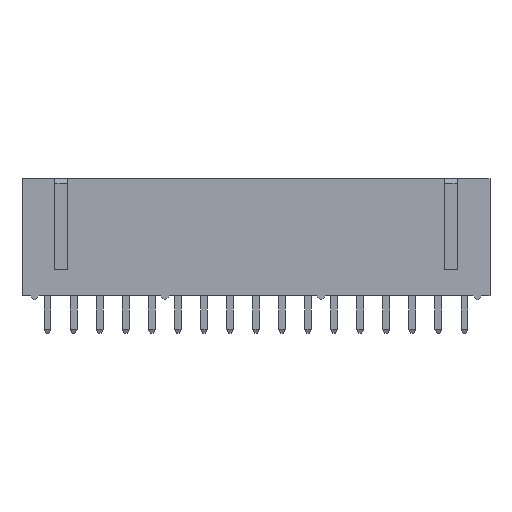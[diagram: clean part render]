
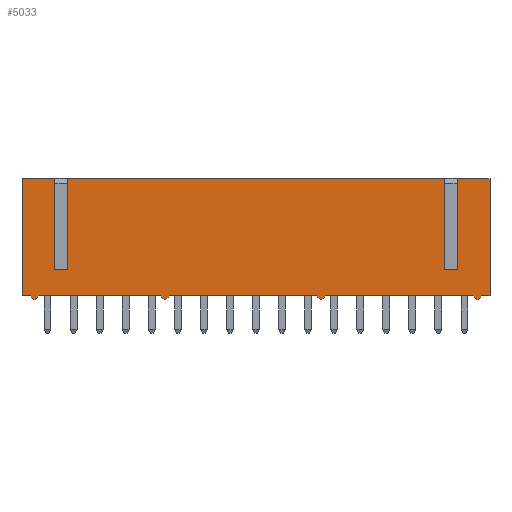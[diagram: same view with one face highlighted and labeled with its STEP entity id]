
A CAD part, front view. The second image highlights one B-rep face of the part: STEP entity #5033.
In plain terms, the highlighted planar face has unit normal (0, -1, 0).
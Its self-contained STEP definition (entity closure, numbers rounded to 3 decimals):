
#9=DIRECTION('',(1.,0.,0.));
#10=VECTOR('',#9,3.135);
#11=CARTESIAN_POINT('',(-22.82,-2.55,0.));
#12=LINE('',#11,#10);
#73=DIRECTION('',(1.,0.,0.));
#74=VECTOR('',#73,3.135);
#75=CARTESIAN_POINT('',(19.685,-2.55,0.));
#76=LINE('',#75,#74);
#121=DIRECTION('',(1.,0.,0.));
#122=VECTOR('',#121,36.83);
#123=CARTESIAN_POINT('',(-18.415,-2.55,0.));
#124=LINE('',#123,#122);
#233=DIRECTION('',(-0.707,0.,-0.707));
#234=VECTOR('',#233,0.537);
#235=CARTESIAN_POINT('',(-21.145,-2.55,-11.43));
#236=LINE('',#235,#234);
#237=DIRECTION('',(-1.,0.,0.));
#238=VECTOR('',#237,0.13);
#239=CARTESIAN_POINT('',(-21.525,-2.55,-11.81));
#240=LINE('',#239,#238);
#241=DIRECTION('',(-0.707,0.,0.707));
#242=VECTOR('',#241,0.537);
#243=CARTESIAN_POINT('',(-21.655,-2.55,-11.81));
#244=LINE('',#243,#242);
#245=DIRECTION('',(0.,0.,-1.));
#246=VECTOR('',#245,11.43);
#247=CARTESIAN_POINT('',(-22.82,-2.55,0.));
#248=LINE('',#247,#246);
#249=DIRECTION('',(0.,0.,-1.));
#250=VECTOR('',#249,8.89);
#251=CARTESIAN_POINT('',(-19.685,-2.55,0.));
#252=LINE('',#251,#250);
#253=DIRECTION('',(1.,0.,0.));
#254=VECTOR('',#253,1.27);
#255=CARTESIAN_POINT('',(-19.685,-2.55,-8.89));
#256=LINE('',#255,#254);
#257=DIRECTION('',(0.,0.,-1.));
#258=VECTOR('',#257,8.89);
#259=CARTESIAN_POINT('',(-18.415,-2.55,0.));
#260=LINE('',#259,#258);
#261=DIRECTION('',(0.,0.,-1.));
#262=VECTOR('',#261,8.89);
#263=CARTESIAN_POINT('',(18.415,-2.55,0.));
#264=LINE('',#263,#262);
#265=DIRECTION('',(1.,0.,0.));
#266=VECTOR('',#265,1.27);
#267=CARTESIAN_POINT('',(18.415,-2.55,-8.89));
#268=LINE('',#267,#266);
#269=DIRECTION('',(0.,0.,-1.));
#270=VECTOR('',#269,8.89);
#271=CARTESIAN_POINT('',(19.685,-2.55,0.));
#272=LINE('',#271,#270);
#273=DIRECTION('',(-0.707,0.,-0.707));
#274=VECTOR('',#273,0.537);
#275=CARTESIAN_POINT('',(22.035,-2.55,-11.43));
#276=LINE('',#275,#274);
#277=DIRECTION('',(-1.,0.,0.));
#278=VECTOR('',#277,0.13);
#279=CARTESIAN_POINT('',(21.655,-2.55,-11.81));
#280=LINE('',#279,#278);
#281=DIRECTION('',(-0.707,0.,0.707));
#282=VECTOR('',#281,0.537);
#283=CARTESIAN_POINT('',(21.525,-2.55,-11.81));
#284=LINE('',#283,#282);
#285=DIRECTION('',(-0.707,0.,-0.707));
#286=VECTOR('',#285,0.537);
#287=CARTESIAN_POINT('',(6.795,-2.55,-11.43));
#288=LINE('',#287,#286);
#289=DIRECTION('',(-1.,0.,0.));
#290=VECTOR('',#289,0.13);
#291=CARTESIAN_POINT('',(6.415,-2.55,-11.81));
#292=LINE('',#291,#290);
#293=DIRECTION('',(-0.707,0.,0.707));
#294=VECTOR('',#293,0.537);
#295=CARTESIAN_POINT('',(6.285,-2.55,-11.81));
#296=LINE('',#295,#294);
#297=DIRECTION('',(-0.707,0.,-0.707));
#298=VECTOR('',#297,0.537);
#299=CARTESIAN_POINT('',(-8.445,-2.55,-11.43));
#300=LINE('',#299,#298);
#301=DIRECTION('',(-1.,0.,0.));
#302=VECTOR('',#301,0.13);
#303=CARTESIAN_POINT('',(-8.825,-2.55,-11.81));
#304=LINE('',#303,#302);
#305=DIRECTION('',(-0.707,0.,0.707));
#306=VECTOR('',#305,0.537);
#307=CARTESIAN_POINT('',(-8.955,-2.55,-11.81));
#308=LINE('',#307,#306);
#313=DIRECTION('',(1.,0.,0.));
#314=VECTOR('',#313,0.785);
#315=CARTESIAN_POINT('',(22.035,-2.55,-11.43));
#316=LINE('',#315,#314);
#345=DIRECTION('',(1.,0.,0.));
#346=VECTOR('',#345,14.35);
#347=CARTESIAN_POINT('',(6.795,-2.55,-11.43));
#348=LINE('',#347,#346);
#361=DIRECTION('',(1.,0.,0.));
#362=VECTOR('',#361,14.35);
#363=CARTESIAN_POINT('',(-8.445,-2.55,-11.43));
#364=LINE('',#363,#362);
#377=DIRECTION('',(1.,0.,0.));
#378=VECTOR('',#377,11.81);
#379=CARTESIAN_POINT('',(-21.145,-2.55,-11.43));
#380=LINE('',#379,#378);
#417=DIRECTION('',(1.,0.,0.));
#418=VECTOR('',#417,0.785);
#419=CARTESIAN_POINT('',(-22.82,-2.55,-11.43));
#420=LINE('',#419,#418);
#841=DIRECTION('',(0.,0.,-1.));
#842=VECTOR('',#841,11.43);
#843=CARTESIAN_POINT('',(22.82,-2.55,0.));
#844=LINE('',#843,#842);
#3562=CARTESIAN_POINT('',(-22.82,-2.55,0.));
#3564=VERTEX_POINT('',#3562);
#3570=CARTESIAN_POINT('',(-22.82,-2.55,-11.43));
#3572=VERTEX_POINT('',#3570);
#3585=CARTESIAN_POINT('',(22.82,-2.55,0.));
#3587=VERTEX_POINT('',#3585);
#3601=CARTESIAN_POINT('',(22.82,-2.55,-11.43));
#3603=VERTEX_POINT('',#3601);
#3649=CARTESIAN_POINT('',(-19.685,-2.55,-8.89));
#3650=CARTESIAN_POINT('',(-18.415,-2.55,-8.89));
#3651=VERTEX_POINT('',#3649);
#3652=VERTEX_POINT('',#3650);
#3653=CARTESIAN_POINT('',(18.415,-2.55,-8.89));
#3654=CARTESIAN_POINT('',(19.685,-2.55,-8.89));
#3655=VERTEX_POINT('',#3653);
#3656=VERTEX_POINT('',#3654);
#3657=CARTESIAN_POINT('',(-19.685,-2.55,0.));
#3658=VERTEX_POINT('',#3657);
#3659=CARTESIAN_POINT('',(-18.415,-2.55,0.));
#3660=VERTEX_POINT('',#3659);
#3661=CARTESIAN_POINT('',(18.415,-2.55,0.));
#3662=VERTEX_POINT('',#3661);
#3663=CARTESIAN_POINT('',(19.685,-2.55,0.));
#3664=VERTEX_POINT('',#3663);
#3761=CARTESIAN_POINT('',(21.655,-2.55,-11.81));
#3762=CARTESIAN_POINT('',(21.525,-2.55,-11.81));
#3763=VERTEX_POINT('',#3761);
#3764=VERTEX_POINT('',#3762);
#3765=CARTESIAN_POINT('',(22.035,-2.55,-11.43));
#3767=VERTEX_POINT('',#3765);
#3769=CARTESIAN_POINT('',(21.145,-2.55,-11.43));
#3771=VERTEX_POINT('',#3769);
#3777=CARTESIAN_POINT('',(6.415,-2.55,-11.81));
#3778=CARTESIAN_POINT('',(6.285,-2.55,-11.81));
#3779=VERTEX_POINT('',#3777);
#3780=VERTEX_POINT('',#3778);
#3785=CARTESIAN_POINT('',(6.795,-2.55,-11.43));
#3786=VERTEX_POINT('',#3785);
#3787=CARTESIAN_POINT('',(5.905,-2.55,-11.43));
#3788=VERTEX_POINT('',#3787);
#3793=CARTESIAN_POINT('',(-8.825,-2.55,-11.81));
#3794=CARTESIAN_POINT('',(-8.955,-2.55,-11.81));
#3795=VERTEX_POINT('',#3793);
#3796=VERTEX_POINT('',#3794);
#3801=CARTESIAN_POINT('',(-8.445,-2.55,-11.43));
#3802=VERTEX_POINT('',#3801);
#3803=CARTESIAN_POINT('',(-9.335,-2.55,-11.43));
#3804=VERTEX_POINT('',#3803);
#3809=CARTESIAN_POINT('',(-21.525,-2.55,-11.81));
#3810=CARTESIAN_POINT('',(-21.655,-2.55,-11.81));
#3811=VERTEX_POINT('',#3809);
#3812=VERTEX_POINT('',#3810);
#3817=CARTESIAN_POINT('',(-21.145,-2.55,-11.43));
#3818=VERTEX_POINT('',#3817);
#3819=CARTESIAN_POINT('',(-22.035,-2.55,-11.43));
#3820=VERTEX_POINT('',#3819);
#4975=CARTESIAN_POINT('',(-22.82,-2.55,0.));
#4976=DIRECTION('',(0.,-1.,0.));
#4977=DIRECTION('',(1.,0.,0.));
#4978=AXIS2_PLACEMENT_3D('',#4975,#4976,#4977);
#4979=PLANE('',#4978);
#4981=ORIENTED_EDGE('',*,*,#4980,.F.);
#4983=ORIENTED_EDGE('',*,*,#4982,.T.);
#4985=ORIENTED_EDGE('',*,*,#4984,.T.);
#4987=ORIENTED_EDGE('',*,*,#4986,.T.);
#4989=ORIENTED_EDGE('',*,*,#4988,.F.);
#4991=ORIENTED_EDGE('',*,*,#4990,.F.);
#4992=ORIENTED_EDGE('',*,*,#4658,.T.);
#4993=ORIENTED_EDGE('',*,*,#4754,.T.);
#4995=ORIENTED_EDGE('',*,*,#4994,.T.);
#4997=ORIENTED_EDGE('',*,*,#4996,.F.);
#4998=ORIENTED_EDGE('',*,*,#4722,.T.);
#5000=ORIENTED_EDGE('',*,*,#4999,.T.);
#5002=ORIENTED_EDGE('',*,*,#5001,.T.);
#5003=ORIENTED_EDGE('',*,*,#4966,.F.);
#5004=ORIENTED_EDGE('',*,*,#4690,.T.);
#5006=ORIENTED_EDGE('',*,*,#5005,.T.);
#5008=ORIENTED_EDGE('',*,*,#5007,.F.);
#5010=ORIENTED_EDGE('',*,*,#5009,.T.);
#5012=ORIENTED_EDGE('',*,*,#5011,.T.);
#5014=ORIENTED_EDGE('',*,*,#5013,.T.);
#5016=ORIENTED_EDGE('',*,*,#5015,.F.);
#5018=ORIENTED_EDGE('',*,*,#5017,.T.);
#5020=ORIENTED_EDGE('',*,*,#5019,.T.);
#5022=ORIENTED_EDGE('',*,*,#5021,.T.);
#5024=ORIENTED_EDGE('',*,*,#5023,.F.);
#5026=ORIENTED_EDGE('',*,*,#5025,.T.);
#5028=ORIENTED_EDGE('',*,*,#5027,.T.);
#5030=ORIENTED_EDGE('',*,*,#5029,.T.);
#5031=EDGE_LOOP('',(#4981,#4983,#4985,#4987,#4989,#4991,#4992,#4993,#4995,#4997,
#4998,#5000,#5002,#5003,#5004,#5006,#5008,#5010,#5012,#5014,#5016,#5018,#5020,
#5022,#5024,#5026,#5028,#5030));
#5032=FACE_OUTER_BOUND('',#5031,.F.);
#5033=ADVANCED_FACE('',(#5032),#4979,.T.);
#4658=EDGE_CURVE('',#3564,#3658,#12,.T.);
#4690=EDGE_CURVE('',#3664,#3587,#76,.T.);
#4722=EDGE_CURVE('',#3660,#3662,#124,.T.);
#4754=EDGE_CURVE('',#3658,#3651,#252,.T.);
#4966=EDGE_CURVE('',#3664,#3656,#272,.T.);
#4980=EDGE_CURVE('',#3818,#3804,#380,.T.);
#4982=EDGE_CURVE('',#3818,#3811,#236,.T.);
#4984=EDGE_CURVE('',#3811,#3812,#240,.T.);
#4986=EDGE_CURVE('',#3812,#3820,#244,.T.);
#4988=EDGE_CURVE('',#3572,#3820,#420,.T.);
#4990=EDGE_CURVE('',#3564,#3572,#248,.T.);
#4994=EDGE_CURVE('',#3651,#3652,#256,.T.);
#4996=EDGE_CURVE('',#3660,#3652,#260,.T.);
#4999=EDGE_CURVE('',#3662,#3655,#264,.T.);
#5001=EDGE_CURVE('',#3655,#3656,#268,.T.);
#5005=EDGE_CURVE('',#3587,#3603,#844,.T.);
#5007=EDGE_CURVE('',#3767,#3603,#316,.T.);
#5009=EDGE_CURVE('',#3767,#3763,#276,.T.);
#5011=EDGE_CURVE('',#3763,#3764,#280,.T.);
#5013=EDGE_CURVE('',#3764,#3771,#284,.T.);
#5015=EDGE_CURVE('',#3786,#3771,#348,.T.);
#5017=EDGE_CURVE('',#3786,#3779,#288,.T.);
#5019=EDGE_CURVE('',#3779,#3780,#292,.T.);
#5021=EDGE_CURVE('',#3780,#3788,#296,.T.);
#5023=EDGE_CURVE('',#3802,#3788,#364,.T.);
#5025=EDGE_CURVE('',#3802,#3795,#300,.T.);
#5027=EDGE_CURVE('',#3795,#3796,#304,.T.);
#5029=EDGE_CURVE('',#3796,#3804,#308,.T.);
